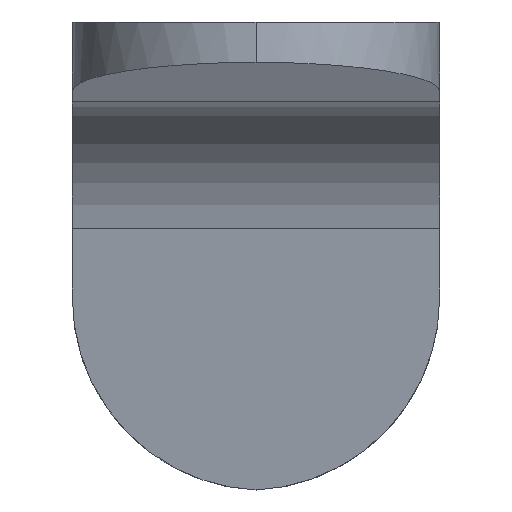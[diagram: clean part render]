
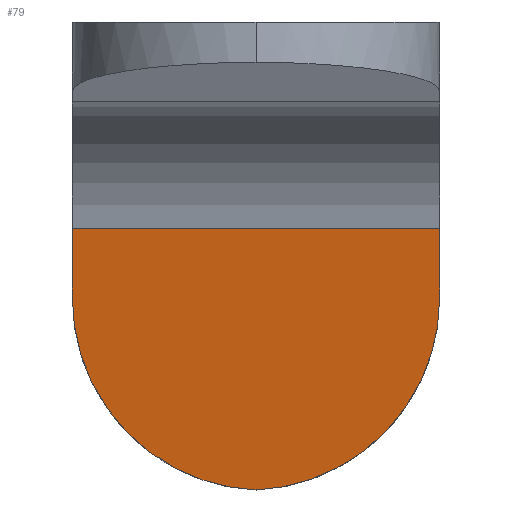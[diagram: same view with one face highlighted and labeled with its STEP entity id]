
A CAD part, top view. The second image highlights one B-rep face of the part: STEP entity #79.
In plain terms, the highlighted planar face has unit normal (0, -0.149, 0.989).
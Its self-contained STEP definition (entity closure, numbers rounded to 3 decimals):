
#1 = DIRECTION ( 'NONE',  ( 0., 0.989, 0.149 ) ) ;
#10 = EDGE_LOOP ( 'NONE', ( #277, #402, #217, #465, #318 ) ) ;
#35 = PLANE ( 'NONE',  #152 ) ;
#44 = CARTESIAN_POINT ( 'NONE',  ( 0., -13.995, 1.201 ) ) ;
#53 = CARTESIAN_POINT ( 'NONE',  ( 5.5, -11.503, 1.575 ) ) ;
#79 = ADVANCED_FACE ( 'NONE', ( #151 ), #35, .F. ) ;
#91 = CARTESIAN_POINT ( 'NONE',  ( 5.5, -14., 1.2 ) ) ;
#151 = FACE_OUTER_BOUND ( 'NONE', #10, .T. ) ;
#152 = AXIS2_PLACEMENT_3D ( 'NONE', #315, #477, #1 ) ;
#153 = EDGE_CURVE ( 'NONE', #326, #305, #471, .T. ) ;
#161 = CARTESIAN_POINT ( 'NONE',  ( 0., -13.995, 1.201 ) ) ;
#166 = VERTEX_POINT ( 'NONE', #203 ) ;
#189 = LINE ( 'NONE', #386, #497 ) ;
#193 = EDGE_CURVE ( 'NONE', #305, #166, #408, .T. ) ;
#196 = CARTESIAN_POINT ( 'NONE',  ( 5.5, -6.16, 2.378 ) ) ;
#203 = CARTESIAN_POINT ( 'NONE',  ( 5.5, -8.25, 2.064 ) ) ;
#207 = EDGE_CURVE ( 'NONE', #346, #166, #210, .T. ) ;
#210 = LINE ( 'NONE', #91, #307 ) ;
#217 = ORIENTED_EDGE ( 'NONE', *, *, #193, .T. ) ;
#226 = CARTESIAN_POINT ( 'NONE',  ( -5.5, -8.25, 2.064 ) ) ;
#242 = VERTEX_POINT ( 'NONE', #363 ) ;
#252 = CARTESIAN_POINT ( 'NONE',  ( 3.25, -13.853, 1.222 ) ) ;
#277 = ORIENTED_EDGE ( 'NONE', *, *, #420, .T. ) ;
#285 = VECTOR ( 'NONE', #479, 1000. ) ;
#305 = VERTEX_POINT ( 'NONE', #44 ) ;
#307 = VECTOR ( 'NONE', #374, 1000. ) ;
#308 = CARTESIAN_POINT ( 'NONE',  ( -3.25, -13.853, 1.222 ) ) ;
#315 = CARTESIAN_POINT ( 'NONE',  ( 5.5, -14., 1.2 ) ) ;
#318 = ORIENTED_EDGE ( 'NONE', *, *, #407, .T. ) ;
#326 = VERTEX_POINT ( 'NONE', #448 ) ;
#346 = VERTEX_POINT ( 'NONE', #487 ) ;
#363 = CARTESIAN_POINT ( 'NONE',  ( -5.5, -6.16, 2.378 ) ) ;
#374 = DIRECTION ( 'NONE',  ( 0., -0.989, -0.149 ) ) ;
#386 = CARTESIAN_POINT ( 'NONE',  ( -5.5, -14., 1.2 ) ) ;
#391 = DIRECTION ( 'NONE',  ( 0., -0.989, -0.149 ) ) ;
#402 = ORIENTED_EDGE ( 'NONE', *, *, #153, .T. ) ;
#407 = EDGE_CURVE ( 'NONE', #346, #242, #431, .T. ) ;
#408 =( BOUNDED_CURVE ( )  B_SPLINE_CURVE ( 3, ( #496, #252, #53, #409 ),
 .UNSPECIFIED., .F., .T. ) 
 B_SPLINE_CURVE_WITH_KNOTS ( ( 4, 4 ),
 ( 3.185, 4.712 ),
 .UNSPECIFIED. ) 
 CURVE ( )  GEOMETRIC_REPRESENTATION_ITEM ( )  RATIONAL_B_SPLINE_CURVE ( ( 1., 0.815, 0.815, 1. ) ) 
 REPRESENTATION_ITEM ( '' )  );
#409 = CARTESIAN_POINT ( 'NONE',  ( 5.5, -8.25, 2.064 ) ) ;
#420 = EDGE_CURVE ( 'NONE', #242, #326, #189, .T. ) ;
#431 = LINE ( 'NONE', #196, #285 ) ;
#448 = CARTESIAN_POINT ( 'NONE',  ( -5.5, -8.25, 2.064 ) ) ;
#465 = ORIENTED_EDGE ( 'NONE', *, *, #207, .F. ) ;
#471 =( BOUNDED_CURVE ( )  B_SPLINE_CURVE ( 3, ( #226, #501, #308, #161 ),
 .UNSPECIFIED., .F., .T. ) 
 B_SPLINE_CURVE_WITH_KNOTS ( ( 4, 4 ),
 ( 4.712, 6.24 ),
 .UNSPECIFIED. ) 
 CURVE ( )  GEOMETRIC_REPRESENTATION_ITEM ( )  RATIONAL_B_SPLINE_CURVE ( ( 1., 0.815, 0.815, 1. ) ) 
 REPRESENTATION_ITEM ( '' )  );
#477 = DIRECTION ( 'NONE',  ( 0., 0.149, -0.989 ) ) ;
#479 = DIRECTION ( 'NONE',  ( -1., 0., 0. ) ) ;
#487 = CARTESIAN_POINT ( 'NONE',  ( 5.5, -6.16, 2.378 ) ) ;
#496 = CARTESIAN_POINT ( 'NONE',  ( 0., -13.995, 1.201 ) ) ;
#497 = VECTOR ( 'NONE', #391, 1000. ) ;
#501 = CARTESIAN_POINT ( 'NONE',  ( -5.5, -11.503, 1.575 ) ) ;
